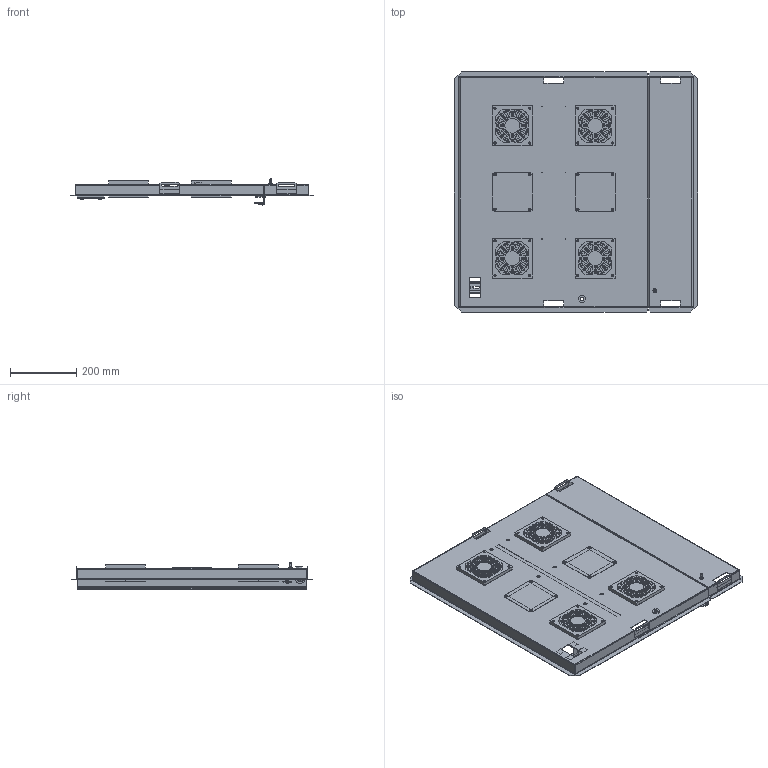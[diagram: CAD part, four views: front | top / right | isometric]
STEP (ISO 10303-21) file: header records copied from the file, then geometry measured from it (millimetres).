
FILE_DESCRIPTION (( 'STEP AP203' ), '1' );
FILE_NAME ('UR7712408080 Ïàíåëü Âåíòèëÿòîðíàÿ äâóõñåêöèîííàÿ RS52 80.80 (000.801.635).STEP', '2022-04-26T13:14:56', ( '' ), ( '' ), 'SwSTEP 2.0', 'SolidWorks 2017', '' );
FILE_SCHEMA (( 'CONFIG_CONTROL_DESIGN' ));
Length unit declared in the file: millimetre
Products named in the file (27): 000.801.630 Êîìïëåêò ïàíåëè ðàìû âåðõíåé RS52 80.00; Êëåìíàÿ êîëîäêà; 嵑殧趌6402_6; Âåíòèëÿòîð FK6628.230; 000.801.631 Êîìïëåêò âåíòèëÿòîðíîé ïàíåëè ñ òåðìîðåãóëÿòîðîì RS52 80.00; Óïëîòíèòåëü äûìà P-îáðàçíûé_850å850; Øïèëüêà çàçåìëåíèÿ CKF CS_Œ6å16; Çàêëåïêà ðåçüáîâàÿ óìåíüøåííûé áîðòèê ñ íàñå÷êîé_Œ5å11,5; 014-12 DIN-ðåéêà OMEGA 3ÀF_00; 000.701.147 Ïàíåëü âåíòèëÿòîðà RS52 80.00; 012-2100 Ïàíåëü ðàìû âåðõíÿÿ RS52 80.00; 000.701.146 Ïàíåëü ðàìû âåðõíÿÿ RS52 80.00; 嵑殧趌11371_5; 026-669 赶鎀鍧; 嵑殧趌6402_5; 012-2101 Ïàíåëü âåíòèëÿòîðà RS52 80.00; pan head cross collar screw_din_DIN 967 - M3 x 4 - Z --- 3N; UR7712408080 Ïàíåëü Âåíòèëÿòîðíàÿ äâóõñåêöèîííàÿ RS52 80.80 (000.801.635); 029-298 ﾊ煇鳫; 019-67 砑鳧罻_00; Ñàëüíèê PG 9 TDM; 嵑殧趌11371_6; 蹴濋趌5915_M5; 蹴濋趌5915_M6; 000.169.062 ﾊ煇鳫; 033-38 ч蜱齁罻; 淟檍瀖00
Assembly tree (94 placements, depth 5):
  UR7712408080 Ïàíåëü Âåíòèëÿòîðíàÿ äâóõñåêöèîííàÿ RS52 80.80 (000.801.635)
    000.801.631 Êîìïëåêò âåíòèëÿòîðíîé ïàíåëè ñ òåðìîðåãóëÿòîðîì RS52 80.00
      000.701.147 Ïàíåëü âåíòèëÿòîðà RS52 80.00
        012-2101 Ïàíåëü âåíòèëÿòîðà RS52 80.00
        Øïèëüêà çàçåìëåíèÿ CKF CS_Œ6å16  x6
        019-67 砑鳧罻_00
        026-669 赶鎀鍧  x2
        000.169.062 ﾊ煇鳫  x2
          029-298 ﾊ煇鳫
          Çàêëåïêà ðåçüáîâàÿ óìåíüøåííûé áîðòèê ñ íàñå÷êîé_Œ5å11,5
      Âåíòèëÿòîð FK6628.230  x4
      014-12 DIN-ðåéêà OMEGA 3ÀF_00
      pan head cross collar screw_din_DIN 967 - M3 x 4 - Z --- 3N  x10
      033-38 ч蜱齁罻  x2
      蹴濋趌5915_M5  x8
      嵑殧趌6402_5  x10
      Êëåìíàÿ êîëîäêà
      淟檍瀖00  x5
      嵑殧趌11371_6  x6
      嵑殧趌6402_6  x6
      蹴濋趌5915_M6  x6
      Ñàëüíèê PG 9 TDM  x2
      嵑殧趌11371_5  x10
      Óïëîòíèòåëü äûìà P-îáðàçíûé_850å850
    000.801.630 Êîìïëåêò ïàíåëè ðàìû âåðõíåé RS52 80.00
      000.701.146 Ïàíåëü ðàìû âåðõíÿÿ RS52 80.00
        012-2100 Ïàíåëü ðàìû âåðõíÿÿ RS52 80.00
        Øïèëüêà çàçåìëåíèÿ CKF CS_Œ6å16
        026-669 赶鎀鍧  x2
Bounding box: 734 x 725 x 79 mm (x, y, z)
Volume: 2345979 mm3; surface area: 2122763.8 mm2
Topology: 106 solids, 106 shells, 5185 faces, 13090 edges, 8388 vertices
Faces by surface type: plane 2654, cylinder 1921, bspline 312, sphere 144, cone 114, torus 40
Entity records: 58369 total; most frequent: CARTESIAN_POINT 12858, DIRECTION 8600, ORIENTED_EDGE 8274, EDGE_CURVE 4137, AXIS2_PLACEMENT_3D 3038, VERTEX_POINT 2642, VECTOR 2524, LINE 2524
